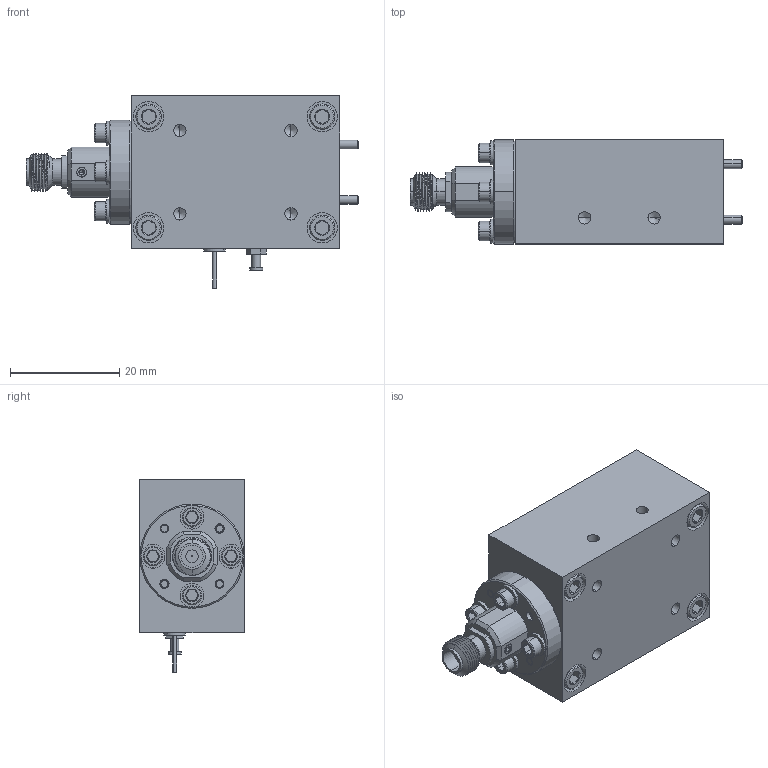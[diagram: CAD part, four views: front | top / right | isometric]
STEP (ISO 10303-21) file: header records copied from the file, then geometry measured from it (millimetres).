
FILE_DESCRIPTION (( 'STEP AP214' ), '1' );
FILE_NAME ('BG-SV-2CW-A.STEP', '2023-01-05T00:54:33', ( '' ), ( '' ), 'SwSTEP 2.0', 'SolidWorks 2021', '' );
FILE_SCHEMA (( 'AUTOMOTIVE_DESIGN' ));
Length unit declared in the file: inch
Products named in the file (1): BG-SV-2CW-A
Bounding box: 60.71 x 19.05 x 35.18 mm (x, y, z)
Volume: 21137.7 mm3; surface area: 11713.1 mm2
Topology: 19 solids, 25 shells, 1654 faces, 4266 edges, 2677 vertices
Faces by surface type: cylinder 925, cone 360, plane 340, bspline 29
Entity records: 89024 total; most frequent: CARTESIAN_POINT 31301, ORIENTED_EDGE 8408, DIRECTION 6911, EDGE_CURVE 4204, VERTEX_POINT 2677, AXIS2_PLACEMENT_3D 2626, EDGE_LOOP 1771, LINE 1659
